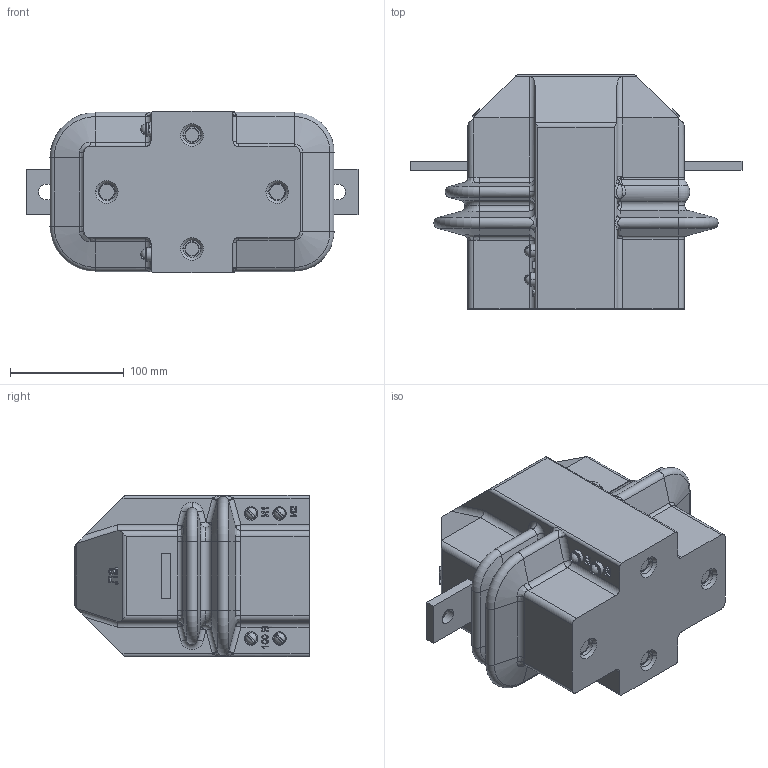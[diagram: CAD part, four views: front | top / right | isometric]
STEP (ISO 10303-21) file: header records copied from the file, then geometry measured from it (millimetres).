
FILE_DESCRIPTION (( 'STEP AP203' ), '1' );
FILE_NAME ('眛侕-6.STEP', '2013-03-04T07:33:15', ( '' ), ( '' ), 'SwSTEP 2.0', 'SolidWorks 2010', '' );
FILE_SCHEMA (( 'CONFIG_CONTROL_DESIGN' ));
Length unit declared in the file: millimetre
Products named in the file (1): 眛侕-6
Bounding box: 292 x 206 x 142 mm (x, y, z)
Volume: 4053846.3 mm3; surface area: 195674.1 mm2
Topology: 1 solids, 1 shells, 535 faces, 1298 edges, 790 vertices
Faces by surface type: plane 203, cylinder 143, bspline 99, torus 34, cone 34, sphere 22
Entity records: 21059 total; most frequent: CARTESIAN_POINT 9168, ORIENTED_EDGE 2570, DIRECTION 2281, EDGE_CURVE 1285, AXIS2_PLACEMENT_3D 823, VERTEX_POINT 790, LINE 635, VECTOR 635
